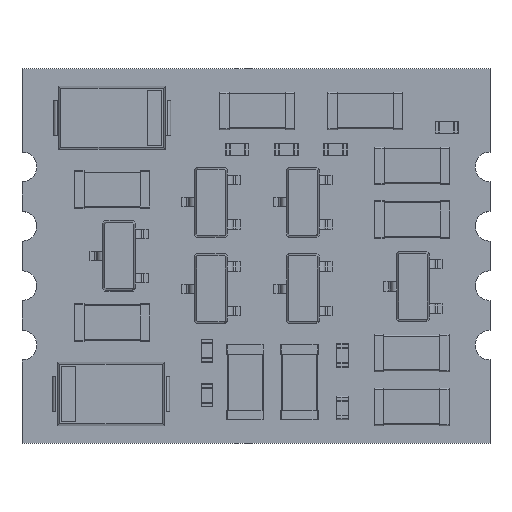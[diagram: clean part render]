
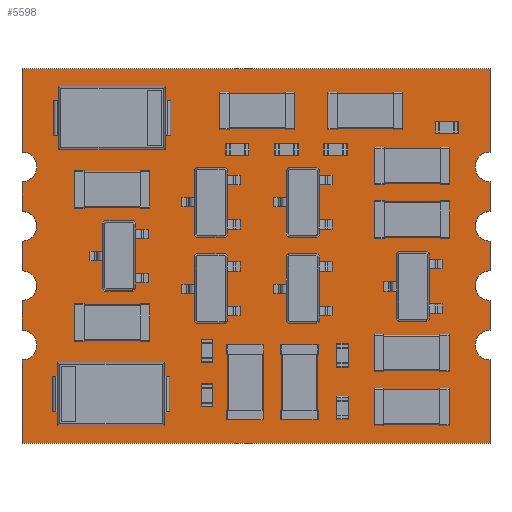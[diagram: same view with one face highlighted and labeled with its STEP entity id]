
A CAD part, top view. The second image highlights one B-rep face of the part: STEP entity #5598.
In plain terms, the highlighted planar face has unit normal (0, 0, 1).
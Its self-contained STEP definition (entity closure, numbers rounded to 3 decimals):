
#5350 = VERTEX_POINT('',#5351);
#5351 = CARTESIAN_POINT('',(10.,-8.,0.8));
#5357 = EDGE_CURVE('',#5350,#5358,#5360,.T.);
#5358 = VERTEX_POINT('',#5359);
#5359 = CARTESIAN_POINT('',(-10.,-8.,0.8));
#5360 = LINE('',#5361,#5362);
#5361 = CARTESIAN_POINT('',(10.,-8.,0.8));
#5362 = VECTOR('',#5363,1.);
#5363 = DIRECTION('',(-1.,0.,0.));
#5396 = VERTEX_POINT('',#5397);
#5397 = CARTESIAN_POINT('',(10.,-4.445,0.8));
#5403 = EDGE_CURVE('',#5396,#5350,#5404,.T.);
#5404 = LINE('',#5405,#5406);
#5405 = CARTESIAN_POINT('',(10.,8.,0.8));
#5406 = VECTOR('',#5407,1.);
#5407 = DIRECTION('',(0.,-1.,0.));
#5427 = EDGE_CURVE('',#5358,#5428,#5430,.T.);
#5428 = VERTEX_POINT('',#5429);
#5429 = CARTESIAN_POINT('',(-10.,-4.445,0.8));
#5430 = LINE('',#5431,#5432);
#5431 = CARTESIAN_POINT('',(-10.,-8.,0.8));
#5432 = VECTOR('',#5433,1.);
#5433 = DIRECTION('',(0.,1.,0.));
#5598 = ADVANCED_FACE('',(#5599),#5746,.T.);
#5599 = FACE_BOUND('',#5600,.T.);
#5600 = EDGE_LOOP('',(#5601,#5602,#5603,#5612,#5620,#5629,#5637,#5646,
    #5654,#5663,#5671,#5679,#5687,#5696,#5704,#5713,#5721,#5730,#5738,
    #5745));
#5601 = ORIENTED_EDGE('',*,*,#5357,.F.);
#5602 = ORIENTED_EDGE('',*,*,#5403,.F.);
#5603 = ORIENTED_EDGE('',*,*,#5604,.T.);
#5604 = EDGE_CURVE('',#5396,#5605,#5607,.T.);
#5605 = VERTEX_POINT('',#5606);
#5606 = CARTESIAN_POINT('',(10.,-3.175,0.8));
#5607 = CIRCLE('',#5608,0.635);
#5608 = AXIS2_PLACEMENT_3D('',#5609,#5610,#5611);
#5609 = CARTESIAN_POINT('',(10.,-3.81,0.8));
#5610 = DIRECTION('',(-0.,0.,-1.));
#5611 = DIRECTION('',(-0.,-1.,0.));
#5612 = ORIENTED_EDGE('',*,*,#5613,.F.);
#5613 = EDGE_CURVE('',#5614,#5605,#5616,.T.);
#5614 = VERTEX_POINT('',#5615);
#5615 = CARTESIAN_POINT('',(10.,-1.905,0.8));
#5616 = LINE('',#5617,#5618);
#5617 = CARTESIAN_POINT('',(10.,8.,0.8));
#5618 = VECTOR('',#5619,1.);
#5619 = DIRECTION('',(0.,-1.,0.));
#5620 = ORIENTED_EDGE('',*,*,#5621,.T.);
#5621 = EDGE_CURVE('',#5614,#5622,#5624,.T.);
#5622 = VERTEX_POINT('',#5623);
#5623 = CARTESIAN_POINT('',(10.,-0.635,0.8));
#5624 = CIRCLE('',#5625,0.635);
#5625 = AXIS2_PLACEMENT_3D('',#5626,#5627,#5628);
#5626 = CARTESIAN_POINT('',(10.,-1.27,0.8));
#5627 = DIRECTION('',(-0.,0.,-1.));
#5628 = DIRECTION('',(-0.,-1.,0.));
#5629 = ORIENTED_EDGE('',*,*,#5630,.F.);
#5630 = EDGE_CURVE('',#5631,#5622,#5633,.T.);
#5631 = VERTEX_POINT('',#5632);
#5632 = CARTESIAN_POINT('',(10.,0.635,0.8));
#5633 = LINE('',#5634,#5635);
#5634 = CARTESIAN_POINT('',(10.,8.,0.8));
#5635 = VECTOR('',#5636,1.);
#5636 = DIRECTION('',(0.,-1.,0.));
#5637 = ORIENTED_EDGE('',*,*,#5638,.T.);
#5638 = EDGE_CURVE('',#5631,#5639,#5641,.T.);
#5639 = VERTEX_POINT('',#5640);
#5640 = CARTESIAN_POINT('',(10.,1.905,0.8));
#5641 = CIRCLE('',#5642,0.635);
#5642 = AXIS2_PLACEMENT_3D('',#5643,#5644,#5645);
#5643 = CARTESIAN_POINT('',(10.,1.27,0.8));
#5644 = DIRECTION('',(-0.,0.,-1.));
#5645 = DIRECTION('',(-0.,-1.,0.));
#5646 = ORIENTED_EDGE('',*,*,#5647,.F.);
#5647 = EDGE_CURVE('',#5648,#5639,#5650,.T.);
#5648 = VERTEX_POINT('',#5649);
#5649 = CARTESIAN_POINT('',(10.,3.175,0.8));
#5650 = LINE('',#5651,#5652);
#5651 = CARTESIAN_POINT('',(10.,8.,0.8));
#5652 = VECTOR('',#5653,1.);
#5653 = DIRECTION('',(0.,-1.,0.));
#5654 = ORIENTED_EDGE('',*,*,#5655,.T.);
#5655 = EDGE_CURVE('',#5648,#5656,#5658,.T.);
#5656 = VERTEX_POINT('',#5657);
#5657 = CARTESIAN_POINT('',(10.,4.445,0.8));
#5658 = CIRCLE('',#5659,0.635);
#5659 = AXIS2_PLACEMENT_3D('',#5660,#5661,#5662);
#5660 = CARTESIAN_POINT('',(10.,3.81,0.8));
#5661 = DIRECTION('',(-0.,0.,-1.));
#5662 = DIRECTION('',(-0.,-1.,0.));
#5663 = ORIENTED_EDGE('',*,*,#5664,.F.);
#5664 = EDGE_CURVE('',#5665,#5656,#5667,.T.);
#5665 = VERTEX_POINT('',#5666);
#5666 = CARTESIAN_POINT('',(10.,8.,0.8));
#5667 = LINE('',#5668,#5669);
#5668 = CARTESIAN_POINT('',(10.,8.,0.8));
#5669 = VECTOR('',#5670,1.);
#5670 = DIRECTION('',(0.,-1.,0.));
#5671 = ORIENTED_EDGE('',*,*,#5672,.F.);
#5672 = EDGE_CURVE('',#5673,#5665,#5675,.T.);
#5673 = VERTEX_POINT('',#5674);
#5674 = CARTESIAN_POINT('',(-10.,8.,0.8));
#5675 = LINE('',#5676,#5677);
#5676 = CARTESIAN_POINT('',(-10.,8.,0.8));
#5677 = VECTOR('',#5678,1.);
#5678 = DIRECTION('',(1.,0.,0.));
#5679 = ORIENTED_EDGE('',*,*,#5680,.F.);
#5680 = EDGE_CURVE('',#5681,#5673,#5683,.T.);
#5681 = VERTEX_POINT('',#5682);
#5682 = CARTESIAN_POINT('',(-10.,4.445,0.8));
#5683 = LINE('',#5684,#5685);
#5684 = CARTESIAN_POINT('',(-10.,-8.,0.8));
#5685 = VECTOR('',#5686,1.);
#5686 = DIRECTION('',(0.,1.,0.));
#5687 = ORIENTED_EDGE('',*,*,#5688,.T.);
#5688 = EDGE_CURVE('',#5681,#5689,#5691,.T.);
#5689 = VERTEX_POINT('',#5690);
#5690 = CARTESIAN_POINT('',(-10.,3.175,0.8));
#5691 = CIRCLE('',#5692,0.635);
#5692 = AXIS2_PLACEMENT_3D('',#5693,#5694,#5695);
#5693 = CARTESIAN_POINT('',(-10.,3.81,0.8));
#5694 = DIRECTION('',(-0.,0.,-1.));
#5695 = DIRECTION('',(-0.,-1.,0.));
#5696 = ORIENTED_EDGE('',*,*,#5697,.F.);
#5697 = EDGE_CURVE('',#5698,#5689,#5700,.T.);
#5698 = VERTEX_POINT('',#5699);
#5699 = CARTESIAN_POINT('',(-10.,1.905,0.8));
#5700 = LINE('',#5701,#5702);
#5701 = CARTESIAN_POINT('',(-10.,-8.,0.8));
#5702 = VECTOR('',#5703,1.);
#5703 = DIRECTION('',(0.,1.,0.));
#5704 = ORIENTED_EDGE('',*,*,#5705,.T.);
#5705 = EDGE_CURVE('',#5698,#5706,#5708,.T.);
#5706 = VERTEX_POINT('',#5707);
#5707 = CARTESIAN_POINT('',(-10.,0.635,0.8));
#5708 = CIRCLE('',#5709,0.635);
#5709 = AXIS2_PLACEMENT_3D('',#5710,#5711,#5712);
#5710 = CARTESIAN_POINT('',(-10.,1.27,0.8));
#5711 = DIRECTION('',(-0.,0.,-1.));
#5712 = DIRECTION('',(-0.,-1.,0.));
#5713 = ORIENTED_EDGE('',*,*,#5714,.F.);
#5714 = EDGE_CURVE('',#5715,#5706,#5717,.T.);
#5715 = VERTEX_POINT('',#5716);
#5716 = CARTESIAN_POINT('',(-10.,-0.635,0.8));
#5717 = LINE('',#5718,#5719);
#5718 = CARTESIAN_POINT('',(-10.,-8.,0.8));
#5719 = VECTOR('',#5720,1.);
#5720 = DIRECTION('',(0.,1.,0.));
#5721 = ORIENTED_EDGE('',*,*,#5722,.T.);
#5722 = EDGE_CURVE('',#5715,#5723,#5725,.T.);
#5723 = VERTEX_POINT('',#5724);
#5724 = CARTESIAN_POINT('',(-10.,-1.905,0.8));
#5725 = CIRCLE('',#5726,0.635);
#5726 = AXIS2_PLACEMENT_3D('',#5727,#5728,#5729);
#5727 = CARTESIAN_POINT('',(-10.,-1.27,0.8));
#5728 = DIRECTION('',(-0.,0.,-1.));
#5729 = DIRECTION('',(-0.,-1.,0.));
#5730 = ORIENTED_EDGE('',*,*,#5731,.F.);
#5731 = EDGE_CURVE('',#5732,#5723,#5734,.T.);
#5732 = VERTEX_POINT('',#5733);
#5733 = CARTESIAN_POINT('',(-10.,-3.175,0.8));
#5734 = LINE('',#5735,#5736);
#5735 = CARTESIAN_POINT('',(-10.,-8.,0.8));
#5736 = VECTOR('',#5737,1.);
#5737 = DIRECTION('',(0.,1.,0.));
#5738 = ORIENTED_EDGE('',*,*,#5739,.T.);
#5739 = EDGE_CURVE('',#5732,#5428,#5740,.T.);
#5740 = CIRCLE('',#5741,0.635);
#5741 = AXIS2_PLACEMENT_3D('',#5742,#5743,#5744);
#5742 = CARTESIAN_POINT('',(-10.,-3.81,0.8));
#5743 = DIRECTION('',(-0.,0.,-1.));
#5744 = DIRECTION('',(-0.,-1.,0.));
#5745 = ORIENTED_EDGE('',*,*,#5427,.F.);
#5746 = PLANE('',#5747);
#5747 = AXIS2_PLACEMENT_3D('',#5748,#5749,#5750);
#5748 = CARTESIAN_POINT('',(0.,0.,0.8));
#5749 = DIRECTION('',(0.,0.,1.));
#5750 = DIRECTION('',(1.,0.,-0.));
